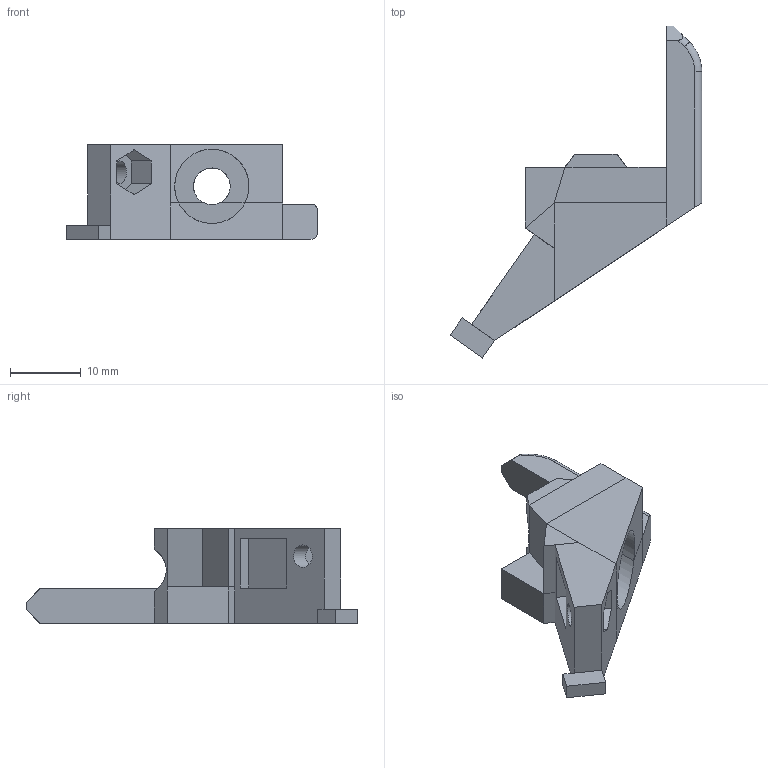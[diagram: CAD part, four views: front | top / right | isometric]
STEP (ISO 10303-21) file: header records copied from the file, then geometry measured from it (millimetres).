
FILE_DESCRIPTION(('FreeCAD Model'),'2;1');
FILE_NAME('Open CASCADE Shape Model','2023-01-31T16:21:05',(''),(''), 'Open CASCADE STEP processor 7.6','FreeCAD','Unknown');
FILE_SCHEMA(('AUTOMOTIVE_DESIGN { 1 0 10303 214 1 1 1 1 }'));
Length unit declared in the file: millimetre
Products named in the file (1): feeder-floor_Body_001
Bounding box: 35.61 x 46.95 x 13.4 mm (x, y, z)
Volume: 3931.3 mm3; surface area: 2932.7 mm2
Topology: 1 solids, 1 shells, 72 faces, 180 edges, 111 vertices
Faces by surface type: plane 59, cylinder 11, torus 2
Full cylindrical faces by diameter (mm): 3.2 x1, 5.2 x1, 8.5 x1
Entity records: 4563 total; most frequent: CARTESIAN_POINT 861, DIRECTION 698, LINE 476, VECTOR 476, ORIENTED_EDGE 360, PCURVE 360, DEFINITIONAL_REPRESENTATION 360, EDGE_CURVE 180
